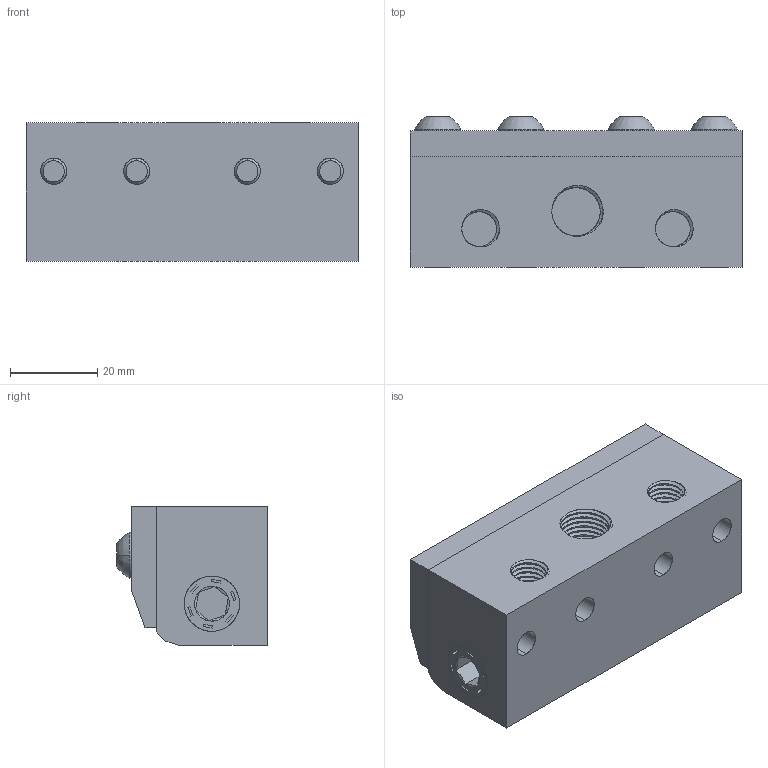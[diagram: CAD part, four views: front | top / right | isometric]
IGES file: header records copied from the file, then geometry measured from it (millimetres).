
Start section: SolidWorks IGES file using analytic representation for surfaces
Global section: file name: 10003.IGS; native system: SolidWorks 2020; preprocessor: SolidWorks 2020; author: andres; date: 231118.153619; units: inch
Bounding box: 76.2 x 34.54 x 31.75 mm (x, y, z)
Surface area: 26345.6 mm2 (no closed solid volume)
Topology: 0 solids, 0 shells, 336 faces, 4495 edges, 4486 vertices
Faces by surface type: bspline 179, revolution 157
